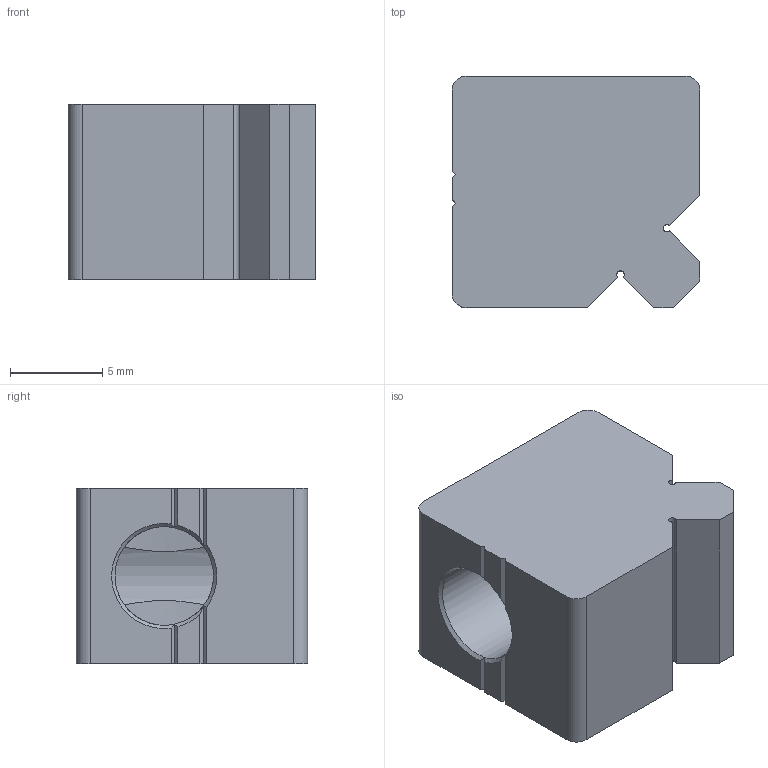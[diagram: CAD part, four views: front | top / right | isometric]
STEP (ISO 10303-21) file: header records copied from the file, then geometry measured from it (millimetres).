
FILE_DESCRIPTION(/* description */ (''),/* implementation_level */ '2;1');
FILE_NAME(/* name */ 'B4A-PCB-45.stp',/* time_stamp */ '2016-01-06T10:12:07-05:00',/* author */ ('tsmith'),/* organization */ (''),/* preprocessor_version */ 'ST-DEVELOPER v15.6',/* originating_system */ 'Autodesk Inventor 2015',/* authorisation */ '');
FILE_SCHEMA (('AUTOMOTIVE_DESIGN { 1 0 10303 214 3 1 1 }'));
Length unit declared in the file: inch
Products named in the file (1): B4A-PCB-45
Bounding box: 13.46 x 12.57 x 9.53 mm (x, y, z)
Volume: 1139.1 mm3; surface area: 1054.4 mm2
Topology: 1 solids, 1 shells, 41 faces, 107 edges, 68 vertices
Faces by surface type: plane 24, cylinder 9, cone 8
Full cylindrical faces by diameter (mm): 5.359 x1, 6.35 x1
Entity records: 1305 total; most frequent: CARTESIAN_POINT 330, ORIENTED_EDGE 196, DIRECTION 192, EDGE_CURVE 98, AXIS2_PLACEMENT_3D 65, VERTEX_POINT 64, LINE 62, VECTOR 62
